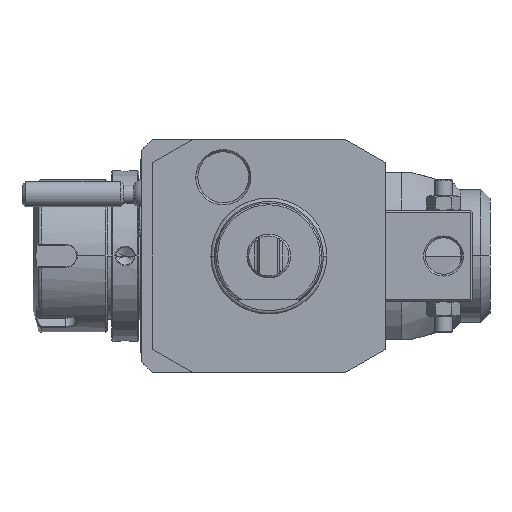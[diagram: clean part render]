
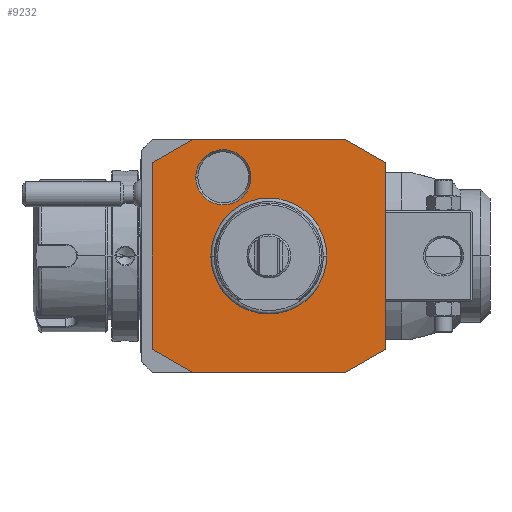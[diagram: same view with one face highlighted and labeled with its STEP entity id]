
A CAD part, front view. The second image highlights one B-rep face of the part: STEP entity #9232.
In plain terms, the highlighted planar face has unit normal (0, -1, 0).
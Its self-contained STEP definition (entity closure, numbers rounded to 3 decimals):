
#1=DIRECTION('',(0.866,0.,0.5));
#2=VECTOR('',#1,12.702);
#3=CARTESIAN_POINT('',(21.,0.,-32.));
#4=LINE('',#3,#2);
#5=DIRECTION('',(1.,0.,0.));
#6=VECTOR('',#5,42.);
#7=CARTESIAN_POINT('',(-21.,0.,-32.));
#8=LINE('',#7,#6);
#9=DIRECTION('',(0.866,0.,-0.5));
#10=VECTOR('',#9,12.702);
#11=CARTESIAN_POINT('',(-32.,0.,-25.649));
#12=LINE('',#11,#10);
#13=DIRECTION('',(0.,0.,-1.));
#14=VECTOR('',#13,51.298);
#15=CARTESIAN_POINT('',(-32.,0.,25.649));
#16=LINE('',#15,#14);
#17=DIRECTION('',(-0.866,0.,-0.5));
#18=VECTOR('',#17,12.702);
#19=CARTESIAN_POINT('',(-21.,0.,32.));
#20=LINE('',#19,#18);
#21=DIRECTION('',(-1.,0.,0.));
#22=VECTOR('',#21,42.);
#23=CARTESIAN_POINT('',(21.,0.,32.));
#24=LINE('',#23,#22);
#25=DIRECTION('',(-0.866,0.,0.5));
#26=VECTOR('',#25,12.702);
#27=CARTESIAN_POINT('',(32.,0.,25.649));
#28=LINE('',#27,#26);
#29=DIRECTION('',(0.,0.,1.));
#30=VECTOR('',#29,51.298);
#31=CARTESIAN_POINT('',(32.,0.,-25.649));
#32=LINE('',#31,#30);
#33=CARTESIAN_POINT('',(-12.5,0.,21.651));
#34=DIRECTION('',(0.,1.,0.));
#35=DIRECTION('',(1.,0.,0.));
#36=AXIS2_PLACEMENT_3D('',#33,#34,#35);
#38=CARTESIAN_POINT('',(-12.5,0.,21.651));
#39=DIRECTION('',(0.,1.,0.));
#40=DIRECTION('',(-1.,0.,0.));
#41=AXIS2_PLACEMENT_3D('',#38,#39,#40);
#6985=CARTESIAN_POINT('',(0.,0.,0.));
#6986=DIRECTION('',(0.,-1.,0.));
#6987=DIRECTION('',(1.,0.,0.));
#6988=AXIS2_PLACEMENT_3D('',#6985,#6986,#6987);
#6990=CARTESIAN_POINT('',(0.,0.,0.));
#6991=DIRECTION('',(0.,-1.,0.));
#6992=DIRECTION('',(-1.,0.,0.));
#6993=AXIS2_PLACEMENT_3D('',#6990,#6991,#6992);
#8232=CARTESIAN_POINT('',(-4.923,0.,21.651));
#8233=CARTESIAN_POINT('',(-20.077,0.,21.651));
#8234=VERTEX_POINT('',#8232);
#8235=VERTEX_POINT('',#8233);
#9038=CARTESIAN_POINT('',(21.,0.,-32.));
#9039=CARTESIAN_POINT('',(32.,0.,-25.649));
#9040=VERTEX_POINT('',#9038);
#9041=VERTEX_POINT('',#9039);
#9042=CARTESIAN_POINT('',(32.,0.,25.649));
#9043=VERTEX_POINT('',#9042);
#9044=CARTESIAN_POINT('',(21.,0.,32.));
#9045=VERTEX_POINT('',#9044);
#9046=CARTESIAN_POINT('',(-21.,0.,32.));
#9047=VERTEX_POINT('',#9046);
#9048=CARTESIAN_POINT('',(-32.,0.,25.649));
#9049=VERTEX_POINT('',#9048);
#9050=CARTESIAN_POINT('',(-32.,0.,-25.649));
#9051=VERTEX_POINT('',#9050);
#9052=CARTESIAN_POINT('',(-21.,0.,-32.));
#9053=VERTEX_POINT('',#9052);
#9066=CARTESIAN_POINT('',(15.783,0.,0.));
#9067=CARTESIAN_POINT('',(-15.783,0.,0.));
#9068=VERTEX_POINT('',#9066);
#9069=VERTEX_POINT('',#9067);
#9197=CARTESIAN_POINT('',(0.,0.,0.));
#9198=DIRECTION('',(0.,-1.,0.));
#9199=DIRECTION('',(-1.,0.,0.));
#9200=AXIS2_PLACEMENT_3D('',#9197,#9198,#9199);
#9201=PLANE('',#9200);
#9203=ORIENTED_EDGE('',*,*,#9202,.F.);
#9205=ORIENTED_EDGE('',*,*,#9204,.F.);
#9207=ORIENTED_EDGE('',*,*,#9206,.F.);
#9209=ORIENTED_EDGE('',*,*,#9208,.F.);
#9211=ORIENTED_EDGE('',*,*,#9210,.F.);
#9213=ORIENTED_EDGE('',*,*,#9212,.F.);
#9215=ORIENTED_EDGE('',*,*,#9214,.F.);
#9217=ORIENTED_EDGE('',*,*,#9216,.F.);
#9218=EDGE_LOOP('',(#9203,#9205,#9207,#9209,#9211,#9213,#9215,#9217));
#9219=FACE_OUTER_BOUND('',#9218,.F.);
#9221=ORIENTED_EDGE('',*,*,#9220,.T.);
#9223=ORIENTED_EDGE('',*,*,#9222,.T.);
#9224=EDGE_LOOP('',(#9221,#9223));
#9225=FACE_BOUND('',#9224,.F.);
#9227=ORIENTED_EDGE('',*,*,#9226,.F.);
#9229=ORIENTED_EDGE('',*,*,#9228,.F.);
#9230=EDGE_LOOP('',(#9227,#9229));
#9231=FACE_BOUND('',#9230,.F.);
#37=CIRCLE('',#36,7.577);
#42=CIRCLE('',#41,7.577);
#6989=CIRCLE('',#6988,15.783);
#6994=CIRCLE('',#6993,15.783);
#9202=EDGE_CURVE('',#9040,#9041,#4,.T.);
#9204=EDGE_CURVE('',#9053,#9040,#8,.T.);
#9206=EDGE_CURVE('',#9051,#9053,#12,.T.);
#9208=EDGE_CURVE('',#9049,#9051,#16,.T.);
#9210=EDGE_CURVE('',#9047,#9049,#20,.T.);
#9212=EDGE_CURVE('',#9045,#9047,#24,.T.);
#9214=EDGE_CURVE('',#9043,#9045,#28,.T.);
#9216=EDGE_CURVE('',#9041,#9043,#32,.T.);
#9220=EDGE_CURVE('',#9068,#9069,#6989,.T.);
#9222=EDGE_CURVE('',#9069,#9068,#6994,.T.);
#9226=EDGE_CURVE('',#8234,#8235,#37,.T.);
#9228=EDGE_CURVE('',#8235,#8234,#42,.T.);
#9232=ADVANCED_FACE('',(#9219,#9225,#9231),#9201,.T.);
